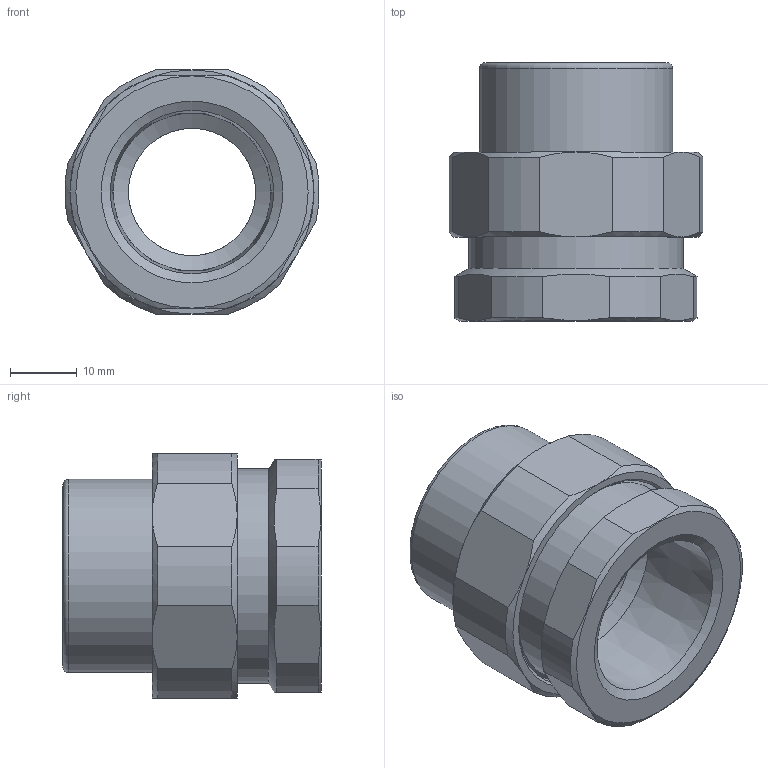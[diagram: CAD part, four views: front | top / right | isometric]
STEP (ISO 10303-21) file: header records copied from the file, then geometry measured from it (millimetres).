
FILE_DESCRIPTION(/* description */ (''),/* implementation_level */ '2;1');
FILE_NAME(/* name */ 'UNF75.stp',/* time_stamp */ '2021-04-06T14:04:43-05:00',/* author */ ('nsantoro'),/* organization */ (''),/* preprocessor_version */ 'ST-DEVELOPER v18',/* originating_system */ 'Autodesk Inventor 2020',/* authorisation */ '');
FILE_SCHEMA (('AUTOMOTIVE_DESIGN { 1 0 10303 214 3 1 1 }'));
Length unit declared in the file: inch
Products named in the file (1): UNF75_Shrinkwrap_1
Bounding box: 37.98 x 38.61 x 36.51 mm (x, y, z)
Volume: 18249 mm3; surface area: 12367.2 mm2
Topology: 3 solids, 3 shells, 65 faces, 176 edges, 117 vertices
Faces by surface type: cone 26, cylinder 20, plane 18, torus 1
Full cylindrical faces by diameter (mm): 19.05 x2, 28.956 x1, 29.464 x1, 32.004 x1, 32.766 x1, 33.274 x1, 33.782 x1
Entity records: 2178 total; most frequent: CARTESIAN_POINT 431, DIRECTION 366, ORIENTED_EDGE 352, EDGE_CURVE 176, AXIS2_PLACEMENT_3D 160, VERTEX_POINT 117, CIRCLE 94, EDGE_LOOP 71
